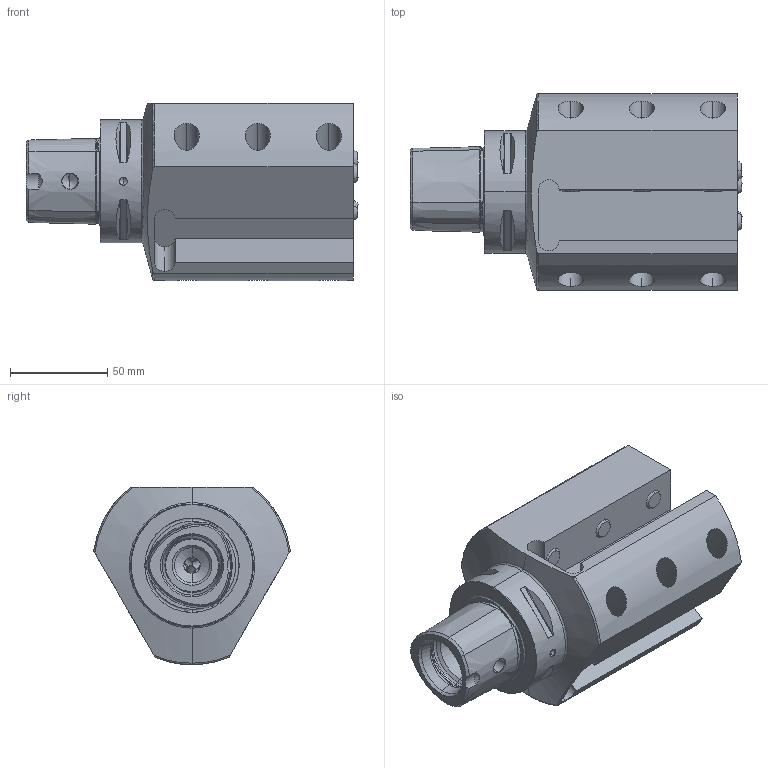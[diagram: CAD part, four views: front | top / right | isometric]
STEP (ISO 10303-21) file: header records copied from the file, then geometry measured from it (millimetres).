
FILE_DESCRIPTION (( 'STEP AP203' ), '1' );
FILE_NAME ('PS6.V25.L31.130.STEP', '2018-10-17T13:36:09', ( 'SWIAdmin' ), ( 'Hewlett-Packard Company' ), 'SwSTEP 2.0', 'SolidWorks 2017', '' );
FILE_SCHEMA (( 'CONFIG_CONTROL_DESIGN' ));
Length unit declared in the file: millimetre
Products named in the file (6): KU1-U14.001.012_2; KU1-U14.001.012; KU1-U14.001.012_1; PS6.V25.L31.130; PS6-V25.L31.130_A; ISO 4026 - M12 x 20
Assembly tree (15 placements, depth 3):
  PS6.V25.L31.130
    PS6-V25.L31.130_A
    ISO 4026 - M12 x 20  x9
    KU1-U14.001.012  x3
      KU1-U14.001.012_1
      KU1-U14.001.012_2
Bounding box: 170.4 x 100.92 x 91 mm (x, y, z)
Volume: 579291.9 mm3; surface area: 105516.6 mm2
Topology: 16 solids, 16 shells, 415 faces, 995 edges, 608 vertices
Faces by surface type: plane 127, cylinder 124, cone 119, torus 33, sphere 12
Entity records: 9972 total; most frequent: CARTESIAN_POINT 2966, DIRECTION 1330, ORIENTED_EDGE 1254, EDGE_CURVE 627, AXIS2_PLACEMENT_3D 544, VERTEX_POINT 382, EDGE_LOOP 299, CIRCLE 264
